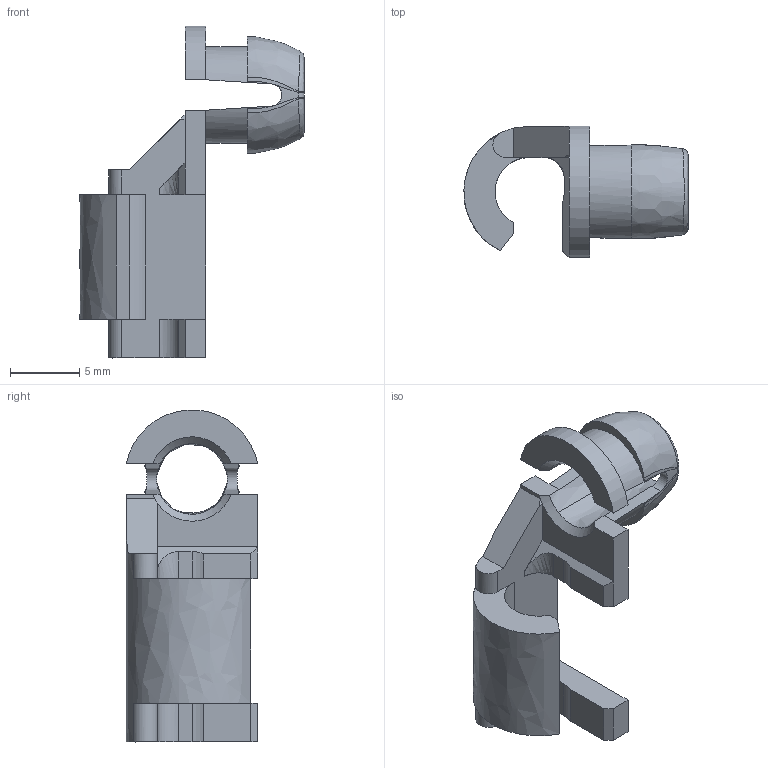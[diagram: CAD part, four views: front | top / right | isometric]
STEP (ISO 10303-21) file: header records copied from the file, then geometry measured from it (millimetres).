
FILE_DESCRIPTION((''),'2;1');
FILE_NAME('','2006-01-17T10:54:45',(''),(''),'','CADfix','');
FILE_SCHEMA(('AUTOMOTIVE_DESIGN'));
Length unit declared in the file: millimetre
Products named in the file (1): holder
Bounding box: 16.2 x 9.5 x 23.99 mm (x, y, z)
Volume: 647.5 mm3; surface area: 993 mm2
Topology: 1 solids, 1 shells, 74 faces, 209 edges, 136 vertices
Faces by surface type: bspline 74
Entity records: 4479 total; most frequent: CARTESIAN_POINT 3228, ORIENTED_EDGE 418, EDGE_CURVE 209, VERTEX_POINT 136, QUASI_UNIFORM_CURVE 106, B_SPLINE_CURVE_WITH_KNOTS 92, EDGE_LOOP 75, FACE_OUTER_BOUND 74
